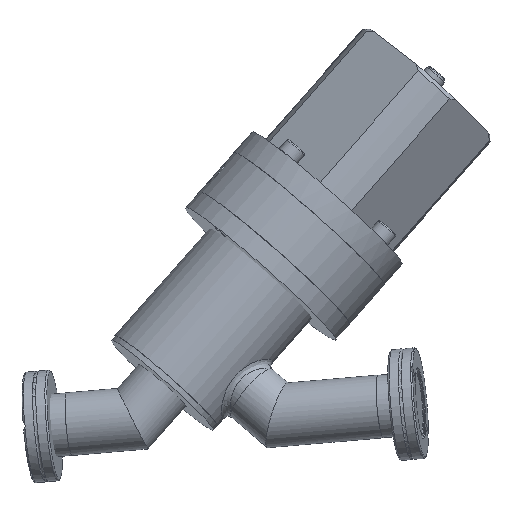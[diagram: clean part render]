
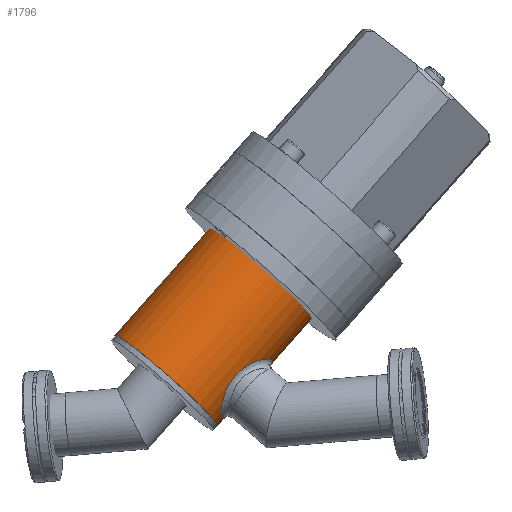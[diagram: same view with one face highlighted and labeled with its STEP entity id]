
A CAD part, top view. The second image highlights one B-rep face of the part: STEP entity #1796.
In plain terms, the highlighted cylindrical face has radius 20.7 mm (diameter 41.4 mm), a full revolution.
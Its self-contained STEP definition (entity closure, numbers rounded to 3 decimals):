
#327=FACE_BOUND('',#599,.T.);
#441=FACE_OUTER_BOUND('',#598,.T.);
#598=EDGE_LOOP('',(#1506));
#599=EDGE_LOOP('',(#1507));
#714=CIRCLE('',#2083,20.7);
#715=CIRCLE('',#2084,20.7);
#891=VERTEX_POINT('',#3445);
#892=VERTEX_POINT('',#3447);
#1123=EDGE_CURVE('',#891,#891,#714,.T.);
#1124=EDGE_CURVE('',#892,#892,#715,.T.);
#1506=ORIENTED_EDGE('',*,*,#1123,.T.);
#1507=ORIENTED_EDGE('',*,*,#1124,.F.);
#1565=CYLINDRICAL_SURFACE('',#2082,20.7);
#1796=ADVANCED_FACE('',(#441,#327),#1565,.T.);
#2082=AXIS2_PLACEMENT_3D('',#3444,#2591,#2592);
#2083=AXIS2_PLACEMENT_3D('',#3446,#2593,#2594);
#2084=AXIS2_PLACEMENT_3D('',#3448,#2595,#2596);
#2591=DIRECTION('center_axis',(0.659,0.748,-0.073));
#2592=DIRECTION('ref_axis',(-0.134,0.213,0.968));
#2593=DIRECTION('center_axis',(0.659,0.748,-0.073));
#2594=DIRECTION('ref_axis',(-0.134,0.213,0.968));
#2595=DIRECTION('center_axis',(0.659,0.748,-0.073));
#2596=DIRECTION('ref_axis',(-0.134,0.213,0.968));
#3444=CARTESIAN_POINT('Origin',(-34.206,21.821,-9.713));
#3445=CARTESIAN_POINT('',(-52.212,8.945,12.004));
#3446=CARTESIAN_POINT('Origin',(-49.431,4.544,-8.03));
#3447=CARTESIAN_POINT('',(-21.762,43.501,8.639));
#3448=CARTESIAN_POINT('Origin',(-18.981,39.099,-11.395));
